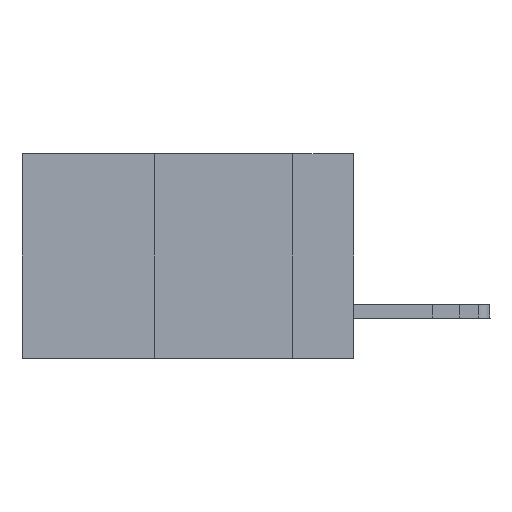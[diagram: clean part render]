
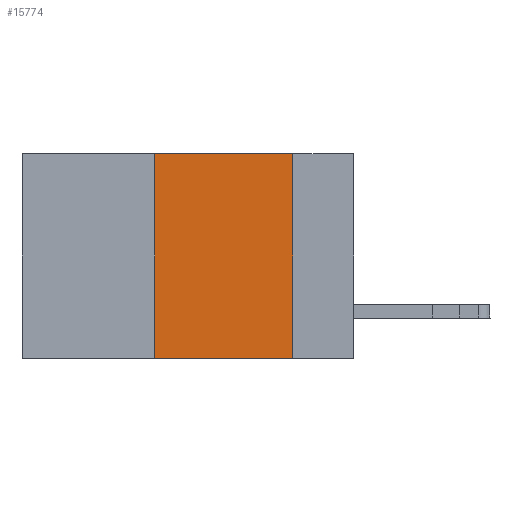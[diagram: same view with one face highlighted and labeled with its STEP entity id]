
A CAD part, left-side view. The second image highlights one B-rep face of the part: STEP entity #15774.
In plain terms, the highlighted planar face has unit normal (-1, 0, 0).
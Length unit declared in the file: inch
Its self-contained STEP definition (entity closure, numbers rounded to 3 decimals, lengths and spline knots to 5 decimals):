
#2313 = DIRECTION ( 'NONE',  ( 1., 0., 0. ) ) ;
#2609 = ORIENTED_EDGE ( 'NONE', *, *, #22683, .F. ) ;
#3748 = DIRECTION ( 'NONE',  ( 0., 0., 1. ) ) ;
#4679 = PLANE ( 'NONE',  #22811 ) ;
#6402 = VECTOR ( 'NONE', #18248, 39.37008 ) ;
#6726 = FACE_OUTER_BOUND ( 'NONE', #7773, .T. ) ;
#7093 = EDGE_CURVE ( 'NONE', #28716, #26325, #30622, .T. ) ;
#7715 = CARTESIAN_POINT ( 'NONE',  ( 0., 0.11, -0.37 ) ) ;
#7773 = EDGE_LOOP ( 'NONE', ( #17903, #2609, #22915, #13656 ) ) ;
#8060 = LINE ( 'NONE', #25042, #28988 ) ;
#8502 = CARTESIAN_POINT ( 'NONE',  ( 0., 0.6, -0.37 ) ) ;
#9493 = VERTEX_POINT ( 'NONE', #7715 ) ;
#10392 = LINE ( 'NONE', #8502, #6402 ) ;
#10528 = CARTESIAN_POINT ( 'NONE',  ( 0., 0.36, 0. ) ) ;
#12341 = EDGE_CURVE ( 'NONE', #28716, #9493, #10392, .T. ) ;
#13271 = VECTOR ( 'NONE', #21561, 39.37008 ) ;
#13656 = ORIENTED_EDGE ( 'NONE', *, *, #12341, .T. ) ;
#15774 = ADVANCED_FACE ( 'NONE', ( #6726 ), #4679, .F. ) ;
#16314 = CARTESIAN_POINT ( 'NONE',  ( 0., 0.6, 0. ) ) ;
#16623 = EDGE_CURVE ( 'NONE', #24553, #9493, #30805, .T. ) ;
#16784 = DIRECTION ( 'NONE',  ( 0., 0., -1. ) ) ;
#17903 = ORIENTED_EDGE ( 'NONE', *, *, #16623, .F. ) ;
#18248 = DIRECTION ( 'NONE',  ( 0., -1., 0. ) ) ;
#21540 = CARTESIAN_POINT ( 'NONE',  ( 0., 0.11, 0. ) ) ;
#21561 = DIRECTION ( 'NONE',  ( 0., 0., -1. ) ) ;
#21709 = CARTESIAN_POINT ( 'NONE',  ( 0., 0.11, 0. ) ) ;
#22240 = CARTESIAN_POINT ( 'NONE',  ( 0., 0.36, -0.37 ) ) ;
#22683 = EDGE_CURVE ( 'NONE', #26325, #24553, #8060, .T. ) ;
#22811 = AXIS2_PLACEMENT_3D ( 'NONE', #16314, #2313, #16784 ) ;
#22915 = ORIENTED_EDGE ( 'NONE', *, *, #7093, .F. ) ;
#24553 = VERTEX_POINT ( 'NONE', #21540 ) ;
#25042 = CARTESIAN_POINT ( 'NONE',  ( 0., 0.6, 0. ) ) ;
#25457 = VECTOR ( 'NONE', #3748, 39.37008 ) ;
#26325 = VERTEX_POINT ( 'NONE', #10528 ) ;
#28112 = CARTESIAN_POINT ( 'NONE',  ( 0., 0.36, 0. ) ) ;
#28716 = VERTEX_POINT ( 'NONE', #22240 ) ;
#28988 = VECTOR ( 'NONE', #29602, 39.37008 ) ;
#29602 = DIRECTION ( 'NONE',  ( 0., -1., 0. ) ) ;
#30622 = LINE ( 'NONE', #28112, #25457 ) ;
#30805 = LINE ( 'NONE', #21709, #13271 ) ;
